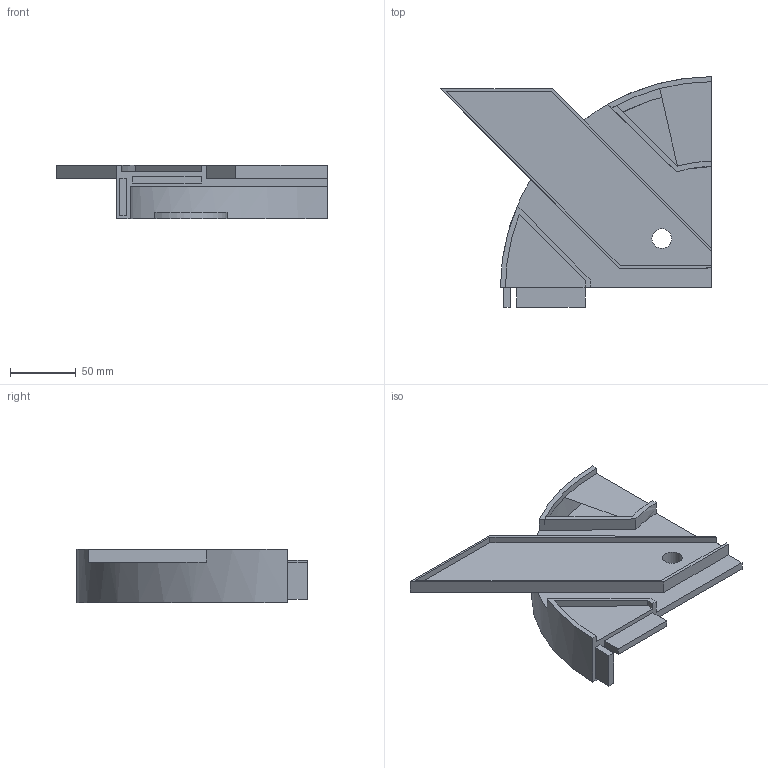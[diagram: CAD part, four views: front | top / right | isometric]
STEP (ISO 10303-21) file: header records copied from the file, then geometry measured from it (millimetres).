
FILE_DESCRIPTION(/* description */ (''),/* implementation_level */ '2;1');
FILE_NAME(/* name */ 'top-left.step',/* time_stamp */ '2025-11-10T03:52:47+05:30',/* author */ (''),/* organization */ (''),/* preprocessor_version */ 'ST-DEVELOPER v20.1',/* originating_system */ 'Autodesk Translation Framework v14.21.0.0',/* authorisation */ '');
FILE_SCHEMA (('AUTOMOTIVE_DESIGN { 1 0 10303 214 3 1 1 }'));
Length unit declared in the file: millimetre
Products named in the file (1): 2025-11-10-03-52-47-166
Bounding box: 206.11 x 175.64 x 41 mm (x, y, z)
Volume: 291574.4 mm3; surface area: 87228.9 mm2
Topology: 1 solids, 1 shells, 85 faces, 232 edges, 151 vertices
Faces by surface type: plane 73, cylinder 12
Full cylindrical faces by diameter (mm): 15 x1
Entity records: 2713 total; most frequent: CARTESIAN_POINT 470, ORIENTED_EDGE 466, DIRECTION 439, EDGE_CURVE 233, LINE 199, VECTOR 199, VERTEX_POINT 151, AXIS2_PLACEMENT_3D 120
